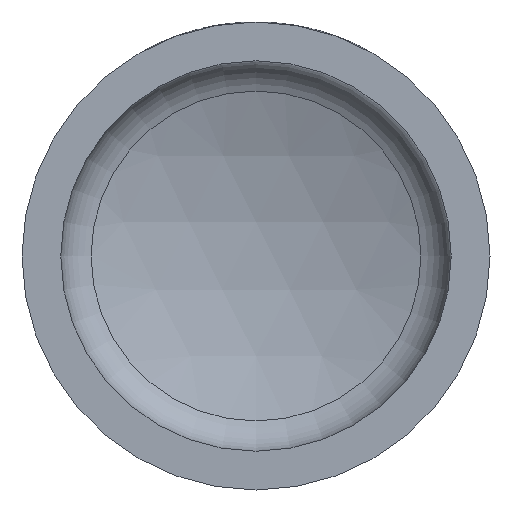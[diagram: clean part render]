
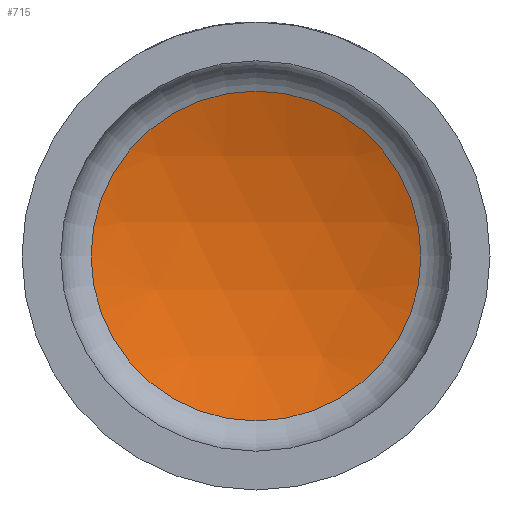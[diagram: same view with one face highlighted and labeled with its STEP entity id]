
A CAD part, front view. The second image highlights one B-rep face of the part: STEP entity #715.
In plain terms, the highlighted spherical face has radius 48.3 mm.
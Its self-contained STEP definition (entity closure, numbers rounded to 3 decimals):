
#264 = CARTESIAN_POINT ( 'NONE',  ( 0., 20.52, 0. ) ) ;
#558 = DIRECTION ( 'NONE',  ( 1., 0., 0. ) ) ;
#715 = ADVANCED_FACE ( 'NONE', ( #2272 ), #11584, .F. ) ;
#2272 = FACE_OUTER_BOUND ( 'NONE', #7958, .T. ) ;
#2740 = VERTEX_POINT ( 'NONE', #4075 ) ;
#4075 = CARTESIAN_POINT ( 'NONE',  ( 0., 20.52, -17.022 ) ) ;
#4254 = DIRECTION ( 'NONE',  ( 0., 0., -1. ) ) ;
#4554 = CARTESIAN_POINT ( 'NONE',  ( 0., -24.681, 0. ) ) ;
#5060 = AXIS2_PLACEMENT_3D ( 'NONE', #4554, #13614, #558 ) ;
#5459 = DIRECTION ( 'NONE',  ( 0., -1., 0. ) ) ;
#7958 = EDGE_LOOP ( 'NONE', ( #15917 ) ) ;
#8720 = CIRCLE ( 'NONE', #14886, 17.022 ) ;
#11584 = SPHERICAL_SURFACE ( 'NONE', #5060, 48.3 ) ;
#13494 = EDGE_CURVE ( 'NONE', #2740, #2740, #8720, .T. ) ;
#13614 = DIRECTION ( 'NONE',  ( 0., 0., 1. ) ) ;
#14886 = AXIS2_PLACEMENT_3D ( 'NONE', #264, #5459, #4254 ) ;
#15917 = ORIENTED_EDGE ( 'NONE', *, *, #13494, .T. ) ;
